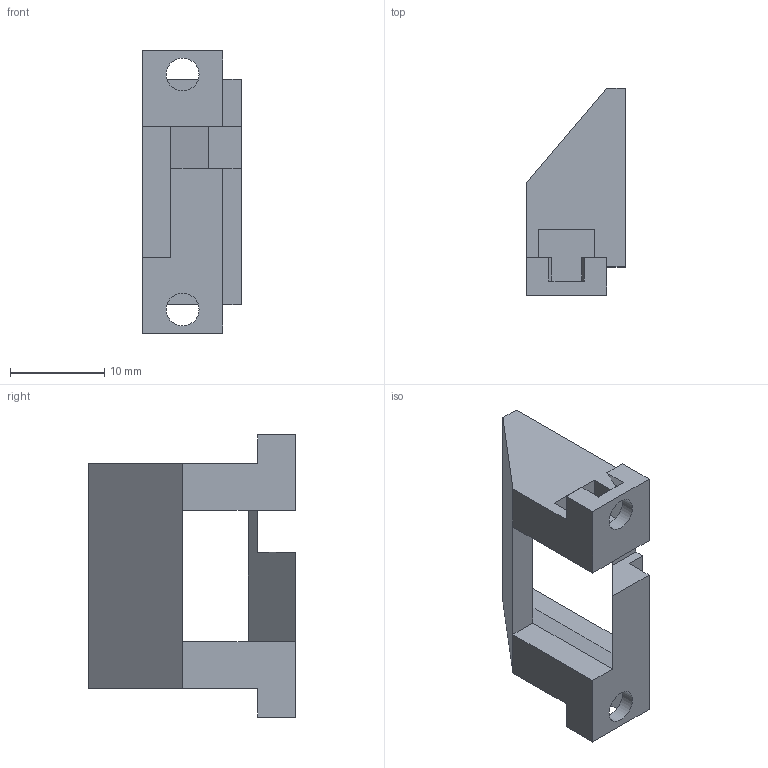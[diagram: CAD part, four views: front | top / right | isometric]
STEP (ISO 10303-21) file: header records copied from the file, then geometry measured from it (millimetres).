
FILE_DESCRIPTION(/* description */ ('Unknown'),/* implementation_level */ '2;1');
FILE_NAME(/* name */ 'Cooling_Block',/* time_stamp */ '2022-06-05T10:23:21+02:00',/* author */ ('Unknown'),/* organization */ ('Unknown'),/* preprocessor_version */ 'ST-DEVELOPER v18.1',/* originating_system */ 'Solid Edge',/* authorisation */ 'Unknown');
FILE_SCHEMA (('CONFIG_CONTROL_DESIGN'));
Length unit declared in the file: millimetre
Products named in the file (1): Luftzufuhr_Block
Bounding box: 10.5 x 22 x 30 mm (x, y, z)
Volume: 1879.8 mm3; surface area: 2254.9 mm2
Topology: 1 solids, 1 shells, 53 faces, 145 edges, 93 vertices
Faces by surface type: plane 51, cylinder 2
Full cylindrical faces by diameter (mm): 3.5 x2
Entity records: 1675 total; most frequent: CARTESIAN_POINT 314, ORIENTED_EDGE 286, DIRECTION 247, EDGE_CURVE 143, LINE 131, VECTOR 131, VERTEX_POINT 93, EDGE_LOOP 60
